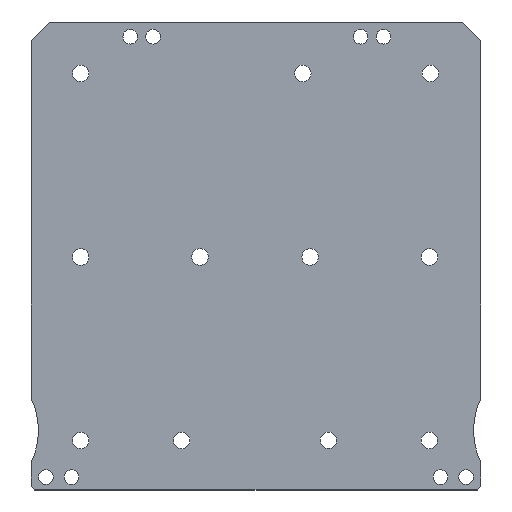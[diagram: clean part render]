
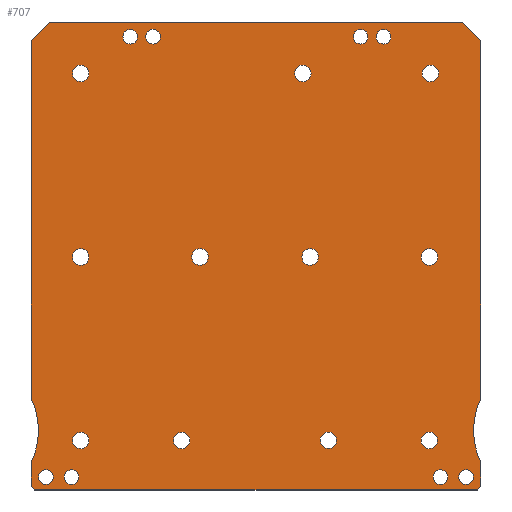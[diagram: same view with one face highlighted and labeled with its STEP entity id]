
A CAD part, top view. The second image highlights one B-rep face of the part: STEP entity #707.
In plain terms, the highlighted planar face has unit normal (0, 0, 1).
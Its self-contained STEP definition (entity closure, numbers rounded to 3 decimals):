
#55=FACE_BOUND('',#201,.T.);
#56=FACE_BOUND('',#202,.T.);
#57=FACE_BOUND('',#203,.T.);
#58=FACE_BOUND('',#204,.T.);
#59=FACE_BOUND('',#205,.T.);
#60=FACE_BOUND('',#206,.T.);
#61=FACE_BOUND('',#207,.T.);
#62=FACE_BOUND('',#208,.T.);
#63=FACE_BOUND('',#209,.T.);
#64=FACE_BOUND('',#210,.T.);
#65=FACE_BOUND('',#211,.T.);
#66=FACE_BOUND('',#212,.T.);
#67=FACE_BOUND('',#213,.T.);
#68=FACE_BOUND('',#214,.T.);
#69=FACE_BOUND('',#215,.T.);
#70=FACE_BOUND('',#216,.T.);
#71=FACE_BOUND('',#217,.T.);
#72=FACE_BOUND('',#218,.T.);
#73=FACE_BOUND('',#219,.T.);
#95=CIRCLE('',#753,4.);
#96=CIRCLE('',#755,4.5);
#97=CIRCLE('',#757,4.5);
#98=CIRCLE('',#759,4.5);
#99=CIRCLE('',#761,4.5);
#100=CIRCLE('',#763,4.5);
#101=CIRCLE('',#765,4.5);
#102=CIRCLE('',#767,4.5);
#103=CIRCLE('',#769,4.);
#104=CIRCLE('',#771,4.);
#105=CIRCLE('',#773,4.);
#106=CIRCLE('',#775,4.);
#107=CIRCLE('',#777,4.);
#108=CIRCLE('',#779,4.);
#109=CIRCLE('',#781,4.);
#110=CIRCLE('',#783,4.5);
#111=CIRCLE('',#785,4.5);
#112=CIRCLE('',#787,4.5);
#113=CIRCLE('',#789,4.5);
#114=CIRCLE('',#791,40.281);
#115=CIRCLE('',#794,40.281);
#148=FACE_OUTER_BOUND('',#200,.T.);
#200=EDGE_LOOP('',(#632,#633,#634,#635,#636,#637,#638,#639,#640,#641,#642,
#643));
#201=EDGE_LOOP('',(#644));
#202=EDGE_LOOP('',(#645));
#203=EDGE_LOOP('',(#646));
#204=EDGE_LOOP('',(#647));
#205=EDGE_LOOP('',(#648));
#206=EDGE_LOOP('',(#649));
#207=EDGE_LOOP('',(#650));
#208=EDGE_LOOP('',(#651));
#209=EDGE_LOOP('',(#652));
#210=EDGE_LOOP('',(#653));
#211=EDGE_LOOP('',(#654));
#212=EDGE_LOOP('',(#655));
#213=EDGE_LOOP('',(#656));
#214=EDGE_LOOP('',(#657));
#215=EDGE_LOOP('',(#658));
#216=EDGE_LOOP('',(#659));
#217=EDGE_LOOP('',(#660));
#218=EDGE_LOOP('',(#661));
#219=EDGE_LOOP('',(#662));
#220=LINE('',#1004,#271);
#226=LINE('',#1015,#277);
#235=LINE('',#1076,#286);
#238=LINE('',#1081,#289);
#239=LINE('',#1085,#290);
#243=LINE('',#1091,#294);
#244=LINE('',#1095,#295);
#247=LINE('',#1100,#298);
#269=LINE('',#1183,#320);
#270=LINE('',#1187,#321);
#271=VECTOR('',#801,10.);
#277=VECTOR('',#809,10.);
#286=VECTOR('',#864,10.);
#289=VECTOR('',#869,10.);
#290=VECTOR('',#872,10.);
#294=VECTOR('',#878,10.);
#295=VECTOR('',#881,10.);
#298=VECTOR('',#886,10.);
#320=VECTOR('',#990,10.);
#321=VECTOR('',#997,10.);
#322=VERTEX_POINT('',#1002);
#323=VERTEX_POINT('',#1003);
#327=VERTEX_POINT('',#1013);
#356=VERTEX_POINT('',#1075);
#357=VERTEX_POINT('',#1079);
#358=VERTEX_POINT('',#1083);
#359=VERTEX_POINT('',#1084);
#360=VERTEX_POINT('',#1089);
#361=VERTEX_POINT('',#1093);
#362=VERTEX_POINT('',#1094);
#363=VERTEX_POINT('',#1099);
#364=VERTEX_POINT('',#1103);
#365=VERTEX_POINT('',#1107);
#366=VERTEX_POINT('',#1111);
#367=VERTEX_POINT('',#1115);
#368=VERTEX_POINT('',#1119);
#369=VERTEX_POINT('',#1123);
#370=VERTEX_POINT('',#1127);
#371=VERTEX_POINT('',#1131);
#372=VERTEX_POINT('',#1135);
#373=VERTEX_POINT('',#1139);
#374=VERTEX_POINT('',#1143);
#375=VERTEX_POINT('',#1147);
#376=VERTEX_POINT('',#1151);
#377=VERTEX_POINT('',#1155);
#378=VERTEX_POINT('',#1159);
#379=VERTEX_POINT('',#1163);
#380=VERTEX_POINT('',#1167);
#381=VERTEX_POINT('',#1171);
#382=VERTEX_POINT('',#1175);
#383=VERTEX_POINT('',#1179);
#384=EDGE_CURVE('',#322,#323,#220,.T.);
#390=EDGE_CURVE('',#322,#327,#226,.T.);
#420=EDGE_CURVE('',#356,#327,#235,.T.);
#423=EDGE_CURVE('',#356,#357,#238,.T.);
#424=EDGE_CURVE('',#358,#359,#239,.T.);
#428=EDGE_CURVE('',#358,#360,#243,.T.);
#429=EDGE_CURVE('',#361,#362,#244,.T.);
#432=EDGE_CURVE('',#363,#362,#247,.T.);
#434=EDGE_CURVE('',#364,#364,#95,.T.);
#436=EDGE_CURVE('',#365,#365,#96,.T.);
#438=EDGE_CURVE('',#366,#366,#97,.T.);
#440=EDGE_CURVE('',#367,#367,#98,.T.);
#442=EDGE_CURVE('',#368,#368,#99,.T.);
#444=EDGE_CURVE('',#369,#369,#100,.T.);
#446=EDGE_CURVE('',#370,#370,#101,.T.);
#448=EDGE_CURVE('',#371,#371,#102,.T.);
#450=EDGE_CURVE('',#372,#372,#103,.T.);
#452=EDGE_CURVE('',#373,#373,#104,.T.);
#454=EDGE_CURVE('',#374,#374,#105,.T.);
#456=EDGE_CURVE('',#375,#375,#106,.T.);
#458=EDGE_CURVE('',#376,#376,#107,.T.);
#460=EDGE_CURVE('',#377,#377,#108,.T.);
#462=EDGE_CURVE('',#378,#378,#109,.T.);
#464=EDGE_CURVE('',#379,#379,#110,.T.);
#466=EDGE_CURVE('',#380,#380,#111,.T.);
#468=EDGE_CURVE('',#381,#381,#112,.T.);
#470=EDGE_CURVE('',#382,#382,#113,.T.);
#473=EDGE_CURVE('',#360,#383,#114,.T.);
#474=EDGE_CURVE('',#361,#359,#269,.T.);
#475=EDGE_CURVE('',#357,#363,#115,.T.);
#476=EDGE_CURVE('',#383,#323,#270,.T.);
#632=ORIENTED_EDGE('',*,*,#384,.F.);
#633=ORIENTED_EDGE('',*,*,#390,.T.);
#634=ORIENTED_EDGE('',*,*,#420,.F.);
#635=ORIENTED_EDGE('',*,*,#423,.T.);
#636=ORIENTED_EDGE('',*,*,#475,.T.);
#637=ORIENTED_EDGE('',*,*,#432,.T.);
#638=ORIENTED_EDGE('',*,*,#429,.F.);
#639=ORIENTED_EDGE('',*,*,#474,.T.);
#640=ORIENTED_EDGE('',*,*,#424,.F.);
#641=ORIENTED_EDGE('',*,*,#428,.T.);
#642=ORIENTED_EDGE('',*,*,#473,.T.);
#643=ORIENTED_EDGE('',*,*,#476,.T.);
#644=ORIENTED_EDGE('',*,*,#470,.T.);
#645=ORIENTED_EDGE('',*,*,#468,.T.);
#646=ORIENTED_EDGE('',*,*,#466,.T.);
#647=ORIENTED_EDGE('',*,*,#464,.T.);
#648=ORIENTED_EDGE('',*,*,#462,.T.);
#649=ORIENTED_EDGE('',*,*,#460,.T.);
#650=ORIENTED_EDGE('',*,*,#458,.T.);
#651=ORIENTED_EDGE('',*,*,#456,.T.);
#652=ORIENTED_EDGE('',*,*,#454,.T.);
#653=ORIENTED_EDGE('',*,*,#452,.T.);
#654=ORIENTED_EDGE('',*,*,#450,.T.);
#655=ORIENTED_EDGE('',*,*,#448,.T.);
#656=ORIENTED_EDGE('',*,*,#446,.T.);
#657=ORIENTED_EDGE('',*,*,#444,.T.);
#658=ORIENTED_EDGE('',*,*,#442,.T.);
#659=ORIENTED_EDGE('',*,*,#440,.T.);
#660=ORIENTED_EDGE('',*,*,#438,.T.);
#661=ORIENTED_EDGE('',*,*,#436,.T.);
#662=ORIENTED_EDGE('',*,*,#434,.T.);
#674=PLANE('',#796);
#707=ADVANCED_FACE('',(#148,#55,#56,#57,#58,#59,#60,#61,#62,#63,#64,#65,
#66,#67,#68,#69,#70,#71,#72,#73),#674,.T.);
#753=AXIS2_PLACEMENT_3D('',#1104,#890,#891);
#755=AXIS2_PLACEMENT_3D('',#1108,#895,#896);
#757=AXIS2_PLACEMENT_3D('',#1112,#900,#901);
#759=AXIS2_PLACEMENT_3D('',#1116,#905,#906);
#761=AXIS2_PLACEMENT_3D('',#1120,#910,#911);
#763=AXIS2_PLACEMENT_3D('',#1124,#915,#916);
#765=AXIS2_PLACEMENT_3D('',#1128,#920,#921);
#767=AXIS2_PLACEMENT_3D('',#1132,#925,#926);
#769=AXIS2_PLACEMENT_3D('',#1136,#930,#931);
#771=AXIS2_PLACEMENT_3D('',#1140,#935,#936);
#773=AXIS2_PLACEMENT_3D('',#1144,#940,#941);
#775=AXIS2_PLACEMENT_3D('',#1148,#945,#946);
#777=AXIS2_PLACEMENT_3D('',#1152,#950,#951);
#779=AXIS2_PLACEMENT_3D('',#1156,#955,#956);
#781=AXIS2_PLACEMENT_3D('',#1160,#960,#961);
#783=AXIS2_PLACEMENT_3D('',#1164,#965,#966);
#785=AXIS2_PLACEMENT_3D('',#1168,#970,#971);
#787=AXIS2_PLACEMENT_3D('',#1172,#975,#976);
#789=AXIS2_PLACEMENT_3D('',#1176,#980,#981);
#791=AXIS2_PLACEMENT_3D('',#1181,#986,#987);
#794=AXIS2_PLACEMENT_3D('',#1185,#993,#994);
#796=AXIS2_PLACEMENT_3D('',#1188,#998,#999);
#801=DIRECTION('',(-0.707,0.707,0.));
#809=DIRECTION('',(1.,0.,0.));
#864=DIRECTION('',(-0.707,-0.707,0.));
#869=DIRECTION('',(0.,1.,0.));
#872=DIRECTION('',(0.707,0.707,0.));
#878=DIRECTION('',(0.,-1.,0.));
#881=DIRECTION('',(0.707,-0.707,0.));
#886=DIRECTION('',(0.,1.,0.));
#890=DIRECTION('center_axis',(0.,0.,-1.));
#891=DIRECTION('ref_axis',(1.,0.,0.));
#895=DIRECTION('center_axis',(0.,0.,-1.));
#896=DIRECTION('ref_axis',(1.,0.,0.));
#900=DIRECTION('center_axis',(0.,0.,-1.));
#901=DIRECTION('ref_axis',(1.,0.,0.));
#905=DIRECTION('center_axis',(0.,0.,-1.));
#906=DIRECTION('ref_axis',(1.,0.,0.));
#910=DIRECTION('center_axis',(0.,0.,-1.));
#911=DIRECTION('ref_axis',(1.,0.,0.));
#915=DIRECTION('center_axis',(0.,0.,-1.));
#916=DIRECTION('ref_axis',(1.,0.,0.));
#920=DIRECTION('center_axis',(0.,0.,-1.));
#921=DIRECTION('ref_axis',(1.,0.,0.));
#925=DIRECTION('center_axis',(0.,0.,-1.));
#926=DIRECTION('ref_axis',(1.,0.,0.));
#930=DIRECTION('center_axis',(0.,0.,-1.));
#931=DIRECTION('ref_axis',(1.,0.,0.));
#935=DIRECTION('center_axis',(0.,0.,-1.));
#936=DIRECTION('ref_axis',(1.,0.,0.));
#940=DIRECTION('center_axis',(0.,0.,-1.));
#941=DIRECTION('ref_axis',(1.,0.,0.));
#945=DIRECTION('center_axis',(0.,0.,-1.));
#946=DIRECTION('ref_axis',(1.,0.,0.));
#950=DIRECTION('center_axis',(0.,0.,-1.));
#951=DIRECTION('ref_axis',(1.,0.,0.));
#955=DIRECTION('center_axis',(0.,0.,-1.));
#956=DIRECTION('ref_axis',(1.,0.,0.));
#960=DIRECTION('center_axis',(0.,0.,-1.));
#961=DIRECTION('ref_axis',(1.,0.,0.));
#965=DIRECTION('center_axis',(0.,0.,-1.));
#966=DIRECTION('ref_axis',(1.,0.,0.));
#970=DIRECTION('center_axis',(0.,0.,-1.));
#971=DIRECTION('ref_axis',(1.,0.,0.));
#975=DIRECTION('center_axis',(0.,0.,-1.));
#976=DIRECTION('ref_axis',(1.,0.,0.));
#980=DIRECTION('center_axis',(0.,0.,-1.));
#981=DIRECTION('ref_axis',(1.,0.,0.));
#986=DIRECTION('center_axis',(0.,0.,-1.));
#987=DIRECTION('ref_axis',(0.901,-0.434,0.));
#990=DIRECTION('',(-1.,0.,0.));
#993=DIRECTION('center_axis',(0.,0.,-1.));
#994=DIRECTION('ref_axis',(-0.901,0.434,0.));
#997=DIRECTION('',(0.,-1.,0.));
#998=DIRECTION('center_axis',(0.,0.,1.));
#999=DIRECTION('ref_axis',(1.,0.,0.));
#1002=CARTESIAN_POINT('',(2.,0.,2.));
#1003=CARTESIAN_POINT('',(0.,2.,2.));
#1004=CARTESIAN_POINT('',(-0.25,2.25,2.));
#1013=CARTESIAN_POINT('',(243.,0.,2.));
#1015=CARTESIAN_POINT('',(0.,0.,2.));
#1075=CARTESIAN_POINT('',(245.,2.,2.));
#1076=CARTESIAN_POINT('',(245.25,2.25,2.));
#1079=CARTESIAN_POINT('',(245.,15.,2.));
#1081=CARTESIAN_POINT('',(245.,0.,2.));
#1083=CARTESIAN_POINT('',(0.,245.,2.));
#1084=CARTESIAN_POINT('',(10.,255.,2.));
#1085=CARTESIAN_POINT('',(3.75,248.75,2.));
#1089=CARTESIAN_POINT('',(0.,50.,2.));
#1091=CARTESIAN_POINT('',(0.,255.,2.));
#1093=CARTESIAN_POINT('',(235.,255.,2.));
#1094=CARTESIAN_POINT('',(245.,245.,2.));
#1095=CARTESIAN_POINT('',(241.25,248.75,2.));
#1099=CARTESIAN_POINT('',(245.,50.,2.));
#1100=CARTESIAN_POINT('',(245.,50.,2.));
#1103=CARTESIAN_POINT('',(4.,7.,2.));
#1104=CARTESIAN_POINT('Origin',(8.,7.,2.));
#1107=CARTESIAN_POINT('',(212.5,127.,2.));
#1108=CARTESIAN_POINT('Origin',(217.,127.,2.));
#1111=CARTESIAN_POINT('',(22.5,227.,2.));
#1112=CARTESIAN_POINT('Origin',(27.,227.,2.));
#1115=CARTESIAN_POINT('',(143.5,227.,2.));
#1116=CARTESIAN_POINT('Origin',(148.,227.,2.));
#1119=CARTESIAN_POINT('',(213.,227.,2.));
#1120=CARTESIAN_POINT('Origin',(217.5,227.,2.));
#1123=CARTESIAN_POINT('',(22.5,127.,2.));
#1124=CARTESIAN_POINT('Origin',(27.,127.,2.));
#1127=CARTESIAN_POINT('',(87.5,127.,2.));
#1128=CARTESIAN_POINT('Origin',(92.,127.,2.));
#1131=CARTESIAN_POINT('',(147.5,127.,2.));
#1132=CARTESIAN_POINT('Origin',(152.,127.,2.));
#1135=CARTESIAN_POINT('',(18.,7.,2.));
#1136=CARTESIAN_POINT('Origin',(22.,7.,2.));
#1139=CARTESIAN_POINT('',(219.,7.,2.));
#1140=CARTESIAN_POINT('Origin',(223.,7.,2.));
#1143=CARTESIAN_POINT('',(233.,7.,2.));
#1144=CARTESIAN_POINT('Origin',(237.,7.,2.));
#1147=CARTESIAN_POINT('',(50.,247.,2.));
#1148=CARTESIAN_POINT('Origin',(54.,247.,2.));
#1151=CARTESIAN_POINT('',(62.5,247.,2.));
#1152=CARTESIAN_POINT('Origin',(66.5,247.,2.));
#1155=CARTESIAN_POINT('',(175.5,247.,2.));
#1156=CARTESIAN_POINT('Origin',(179.5,247.,2.));
#1159=CARTESIAN_POINT('',(188.,247.,2.));
#1160=CARTESIAN_POINT('Origin',(192.,247.,2.));
#1163=CARTESIAN_POINT('',(212.5,27.,2.));
#1164=CARTESIAN_POINT('Origin',(217.,27.,2.));
#1167=CARTESIAN_POINT('',(157.5,27.,2.));
#1168=CARTESIAN_POINT('Origin',(162.,27.,2.));
#1171=CARTESIAN_POINT('',(77.5,27.,2.));
#1172=CARTESIAN_POINT('Origin',(82.,27.,2.));
#1175=CARTESIAN_POINT('',(22.5,27.,2.));
#1176=CARTESIAN_POINT('Origin',(27.,27.,2.));
#1179=CARTESIAN_POINT('',(0.,15.,2.));
#1181=CARTESIAN_POINT('Origin',(-36.281,32.5,2.));
#1183=CARTESIAN_POINT('',(245.,255.,2.));
#1185=CARTESIAN_POINT('Origin',(281.281,32.5,2.));
#1187=CARTESIAN_POINT('',(0.,15.,2.));
#1188=CARTESIAN_POINT('Origin',(122.5,127.5,2.));
